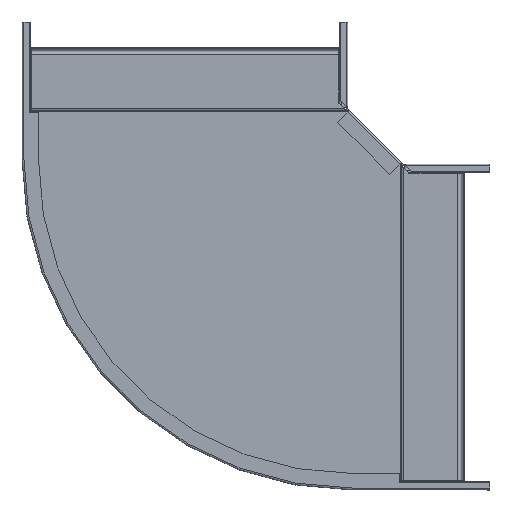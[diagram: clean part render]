
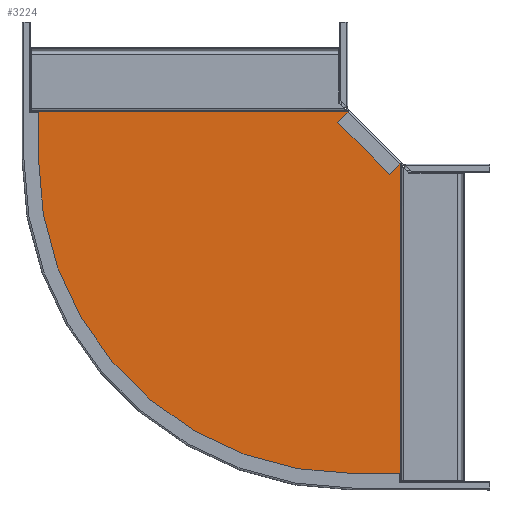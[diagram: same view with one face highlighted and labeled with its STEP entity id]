
A CAD part, front view. The second image highlights one B-rep face of the part: STEP entity #3224.
In plain terms, the highlighted planar face has unit normal (0, -1, 0).
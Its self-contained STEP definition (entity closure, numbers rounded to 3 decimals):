
#4 = VERTEX_POINT ( 'NONE', #2695 ) ;
#30 = VERTEX_POINT ( 'NONE', #3644 ) ;
#33 = EDGE_CURVE ( 'NONE', #1633, #1103, #5355, .T. ) ;
#81 = CARTESIAN_POINT ( 'NONE',  ( -311.412, -0.75, 23.412 ) ) ;
#171 = DIRECTION ( 'NONE',  ( 1., 0., 0. ) ) ;
#203 = ORIENTED_EDGE ( 'NONE', *, *, #5072, .T. ) ;
#232 = LINE ( 'NONE', #4030, #3016 ) ;
#303 = VECTOR ( 'NONE', #171, 1000. ) ;
#339 = CARTESIAN_POINT ( 'NONE',  ( 24.071, -0.75, -311.412 ) ) ;
#388 = ORIENTED_EDGE ( 'NONE', *, *, #33, .T. ) ;
#407 = EDGE_CURVE ( 'NONE', #3159, #3853, #2764, .T. ) ;
#420 = ORIENTED_EDGE ( 'NONE', *, *, #3066, .F. ) ;
#442 = DIRECTION ( 'NONE',  ( 0., 0., 1. ) ) ;
#505 = LINE ( 'NONE', #959, #4288 ) ;
#572 = ORIENTED_EDGE ( 'NONE', *, *, #2380, .F. ) ;
#595 = PLANE ( 'NONE',  #4391 ) ;
#771 = EDGE_LOOP ( 'NONE', ( #2358, #203, #388, #4111, #420, #3287, #4864, #1289, #572, #2586 ) ) ;
#887 = VERTEX_POINT ( 'NONE', #339 ) ;
#959 = CARTESIAN_POINT ( 'NONE',  ( 23.412, -0.75, -317.912 ) ) ;
#1103 = VERTEX_POINT ( 'NONE', #81 ) ;
#1172 = CARTESIAN_POINT ( 'NONE',  ( 75.912, -0.75, -311.412 ) ) ;
#1229 = CARTESIAN_POINT ( 'NONE',  ( -19.662, -0.75, -19.662 ) ) ;
#1289 = ORIENTED_EDGE ( 'NONE', *, *, #2286, .F. ) ;
#1375 = DIRECTION ( 'NONE',  ( 0., 0., -1. ) ) ;
#1398 = EDGE_CURVE ( 'NONE', #3159, #4409, #4639, .T. ) ;
#1421 = AXIS2_PLACEMENT_3D ( 'NONE', #1229, #3827, #2058 ) ;
#1483 = LINE ( 'NONE', #3176, #4318 ) ;
#1491 = EDGE_CURVE ( 'NONE', #3970, #887, #232, .T. ) ;
#1628 = CARTESIAN_POINT ( 'NONE',  ( -311.412, -0.75, 24.071 ) ) ;
#1633 = VERTEX_POINT ( 'NONE', #1628 ) ;
#1825 = CARTESIAN_POINT ( 'NONE',  ( -19.662, -0.75, -317.912 ) ) ;
#1860 = FACE_OUTER_BOUND ( 'NONE', #771, .T. ) ;
#1927 = EDGE_CURVE ( 'NONE', #1103, #3883, #4791, .T. ) ;
#1947 = DIRECTION ( 'NONE',  ( -1., 0., 0. ) ) ;
#2058 = DIRECTION ( 'NONE',  ( 0., 0., -1. ) ) ;
#2286 = EDGE_CURVE ( 'NONE', #30, #3853, #505, .T. ) ;
#2354 = EDGE_CURVE ( 'NONE', #4, #3970, #3223, .T. ) ;
#2358 = ORIENTED_EDGE ( 'NONE', *, *, #2354, .F. ) ;
#2380 = EDGE_CURVE ( 'NONE', #887, #30, #3279, .T. ) ;
#2586 = ORIENTED_EDGE ( 'NONE', *, *, #1491, .F. ) ;
#2695 = CARTESIAN_POINT ( 'NONE',  ( -24.071, -0.75, 24.071 ) ) ;
#2764 = LINE ( 'NONE', #1825, #303 ) ;
#2806 = DIRECTION ( 'NONE',  ( 0., 0., -1. ) ) ;
#2838 = VECTOR ( 'NONE', #4026, 1000. ) ;
#3016 = VECTOR ( 'NONE', #3033, 1000. ) ;
#3027 = VECTOR ( 'NONE', #3682, 1000. ) ;
#3033 = DIRECTION ( 'NONE',  ( 0., 0., -1. ) ) ;
#3066 = EDGE_CURVE ( 'NONE', #4409, #3883, #4274, .T. ) ;
#3079 = CARTESIAN_POINT ( 'NONE',  ( 23.412, -0.75, -317.912 ) ) ;
#3087 = CARTESIAN_POINT ( 'NONE',  ( -311.412, -0.75, 75.912 ) ) ;
#3159 = VERTEX_POINT ( 'NONE', #4306 ) ;
#3176 = CARTESIAN_POINT ( 'NONE',  ( -19.662, -0.75, 24.071 ) ) ;
#3224 = ADVANCED_FACE ( 'NONE', ( #1860 ), #595, .T. ) ;
#3223 = LINE ( 'NONE', #4163, #3027 ) ;
#3279 = LINE ( 'NONE', #1172, #4463 ) ;
#3287 = ORIENTED_EDGE ( 'NONE', *, *, #1398, .F. ) ;
#3644 = CARTESIAN_POINT ( 'NONE',  ( 23.412, -0.75, -311.412 ) ) ;
#3682 = DIRECTION ( 'NONE',  ( 0.707, 0., -0.707 ) ) ;
#3715 = CARTESIAN_POINT ( 'NONE',  ( -317.912, -0.75, 23.412 ) ) ;
#3805 = CARTESIAN_POINT ( 'NONE',  ( 24.071, -0.75, -24.071 ) ) ;
#3827 = DIRECTION ( 'NONE',  ( 0., 1., 0. ) ) ;
#3853 = VERTEX_POINT ( 'NONE', #3079 ) ;
#3883 = VERTEX_POINT ( 'NONE', #3715 ) ;
#3939 = CARTESIAN_POINT ( 'NONE',  ( -317.912, -0.75, -19.662 ) ) ;
#3970 = VERTEX_POINT ( 'NONE', #3805 ) ;
#4026 = DIRECTION ( 'NONE',  ( -1., 0., 0. ) ) ;
#4030 = CARTESIAN_POINT ( 'NONE',  ( 24.071, -0.75, -19.662 ) ) ;
#4040 = CARTESIAN_POINT ( 'NONE',  ( -19.662, -0.75, -19.662 ) ) ;
#4111 = ORIENTED_EDGE ( 'NONE', *, *, #1927, .T. ) ;
#4163 = CARTESIAN_POINT ( 'NONE',  ( -12.021, -0.75, 12.021 ) ) ;
#4274 = LINE ( 'NONE', #3939, #4342 ) ;
#4288 = VECTOR ( 'NONE', #1375, 1000. ) ;
#4306 = CARTESIAN_POINT ( 'NONE',  ( -19.662, -0.75, -317.912 ) ) ;
#4318 = VECTOR ( 'NONE', #4427, 1000. ) ;
#4342 = VECTOR ( 'NONE', #442, 1000. ) ;
#4391 = AXIS2_PLACEMENT_3D ( 'NONE', #4040, #4862, #2806 ) ;
#4409 = VERTEX_POINT ( 'NONE', #4711 ) ;
#4425 = CARTESIAN_POINT ( 'NONE',  ( -317.912, -0.75, 23.412 ) ) ;
#4427 = DIRECTION ( 'NONE',  ( -1., 0., 0. ) ) ;
#4463 = VECTOR ( 'NONE', #1947, 1000. ) ;
#4639 = CIRCLE ( 'NONE', #1421, 298.25 ) ;
#4711 = CARTESIAN_POINT ( 'NONE',  ( -317.912, -0.75, -19.662 ) ) ;
#4791 = LINE ( 'NONE', #4425, #2838 ) ;
#4801 = DIRECTION ( 'NONE',  ( 0., 0., -1. ) ) ;
#4862 = DIRECTION ( 'NONE',  ( 0., -1., 0. ) ) ;
#4864 = ORIENTED_EDGE ( 'NONE', *, *, #407, .T. ) ;
#4938 = VECTOR ( 'NONE', #4801, 1000. ) ;
#5072 = EDGE_CURVE ( 'NONE', #4, #1633, #1483, .T. ) ;
#5355 = LINE ( 'NONE', #3087, #4938 ) ;
